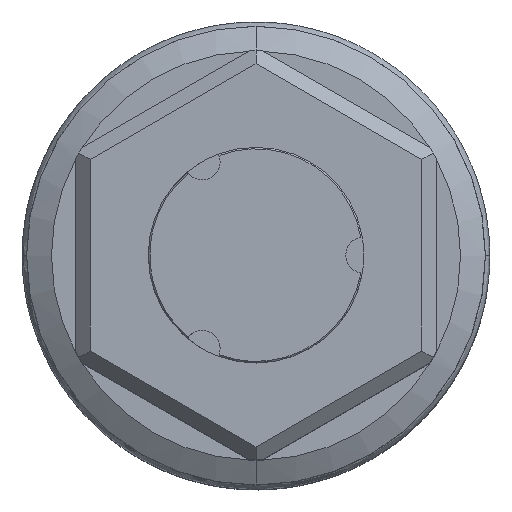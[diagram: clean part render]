
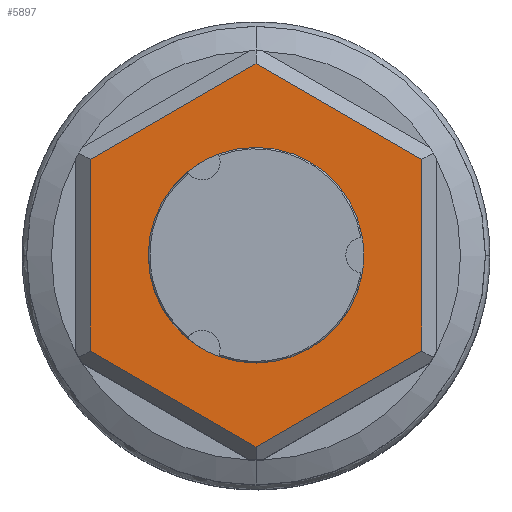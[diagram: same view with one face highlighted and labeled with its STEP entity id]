
A CAD part, top view. The second image highlights one B-rep face of the part: STEP entity #5897.
In plain terms, the highlighted planar face has unit normal (0, 0, 1).
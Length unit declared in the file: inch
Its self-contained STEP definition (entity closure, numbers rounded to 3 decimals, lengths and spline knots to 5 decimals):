
#3693=DIRECTION('',(-0.866,0.5,0.));
#3694=VECTOR('',#3693,0.66396);
#3695=CARTESIAN_POINT('',(0.57501,0.33198,4.284));
#3696=LINE('',#3695,#3694);
#3697=DIRECTION('',(0.,1.,0.));
#3698=VECTOR('',#3697,0.66396);
#3699=CARTESIAN_POINT('',(0.57501,-0.33198,4.284));
#3700=LINE('',#3699,#3698);
#3701=DIRECTION('',(0.866,0.5,0.));
#3702=VECTOR('',#3701,0.66396);
#3703=CARTESIAN_POINT('',(0.,-0.66396,4.284));
#3704=LINE('',#3703,#3702);
#3705=DIRECTION('',(0.866,-0.5,0.));
#3706=VECTOR('',#3705,0.66396);
#3707=CARTESIAN_POINT('',(-0.57501,-0.33198,4.284));
#3708=LINE('',#3707,#3706);
#3709=DIRECTION('',(0.,-1.,0.));
#3710=VECTOR('',#3709,0.66396);
#3711=CARTESIAN_POINT('',(-0.57501,0.33198,4.284));
#3712=LINE('',#3711,#3710);
#3713=DIRECTION('',(-0.866,-0.5,0.));
#3714=VECTOR('',#3713,0.66396);
#3715=CARTESIAN_POINT('',(0.,0.66396,4.284));
#3716=LINE('',#3715,#3714);
#3717=CARTESIAN_POINT('',(0.,0.,4.284));
#3718=DIRECTION('',(0.,0.,1.));
#3719=DIRECTION('',(0.,-1.,0.));
#3720=AXIS2_PLACEMENT_3D('',#3717,#3718,#3719);
#3722=CARTESIAN_POINT('',(0.,0.,4.284));
#3723=DIRECTION('',(0.,0.,1.));
#3724=DIRECTION('',(0.,1.,0.));
#3725=AXIS2_PLACEMENT_3D('',#3722,#3723,#3724);
#5401=CARTESIAN_POINT('',(0.57501,0.33198,4.284));
#5402=CARTESIAN_POINT('',(0.,0.66396,4.284));
#5403=VERTEX_POINT('',#5401);
#5404=VERTEX_POINT('',#5402);
#5409=CARTESIAN_POINT('',(0.57501,-0.33198,4.284));
#5410=VERTEX_POINT('',#5409);
#5415=CARTESIAN_POINT('',(0.,-0.66396,4.284));
#5416=VERTEX_POINT('',#5415);
#5421=CARTESIAN_POINT('',(-0.57501,-0.33198,4.284));
#5422=VERTEX_POINT('',#5421);
#5427=CARTESIAN_POINT('',(-0.57501,0.33198,4.284));
#5428=VERTEX_POINT('',#5427);
#5488=CARTESIAN_POINT('',(0.,-0.296,4.284));
#5489=CARTESIAN_POINT('',(0.,0.296,4.284));
#5490=VERTEX_POINT('',#5488);
#5491=VERTEX_POINT('',#5489);
#5873=CARTESIAN_POINT('',(0.,0.,4.284));
#5874=DIRECTION('',(0.,0.,1.));
#5875=DIRECTION('',(0.,1.,0.));
#5876=AXIS2_PLACEMENT_3D('',#5873,#5874,#5875);
#5877=PLANE('',#5876);
#5879=ORIENTED_EDGE('',*,*,#5878,.F.);
#5881=ORIENTED_EDGE('',*,*,#5880,.F.);
#5883=ORIENTED_EDGE('',*,*,#5882,.F.);
#5885=ORIENTED_EDGE('',*,*,#5884,.F.);
#5887=ORIENTED_EDGE('',*,*,#5886,.F.);
#5889=ORIENTED_EDGE('',*,*,#5888,.F.);
#5890=EDGE_LOOP('',(#5879,#5881,#5883,#5885,#5887,#5889));
#5891=FACE_OUTER_BOUND('',#5890,.F.);
#5893=ORIENTED_EDGE('',*,*,#5892,.T.);
#5894=ORIENTED_EDGE('',*,*,#5863,.T.);
#5895=EDGE_LOOP('',(#5893,#5894));
#5896=FACE_BOUND('',#5895,.F.);
#5897=ADVANCED_FACE('',(#5891,#5896),#5877,.T.);
#3721=CIRCLE('',#3720,0.296);
#3726=CIRCLE('',#3725,0.296);
#5863=EDGE_CURVE('',#5491,#5490,#3726,.T.);
#5878=EDGE_CURVE('',#5403,#5404,#3696,.T.);
#5880=EDGE_CURVE('',#5410,#5403,#3700,.T.);
#5882=EDGE_CURVE('',#5416,#5410,#3704,.T.);
#5884=EDGE_CURVE('',#5422,#5416,#3708,.T.);
#5886=EDGE_CURVE('',#5428,#5422,#3712,.T.);
#5888=EDGE_CURVE('',#5404,#5428,#3716,.T.);
#5892=EDGE_CURVE('',#5490,#5491,#3721,.T.);
